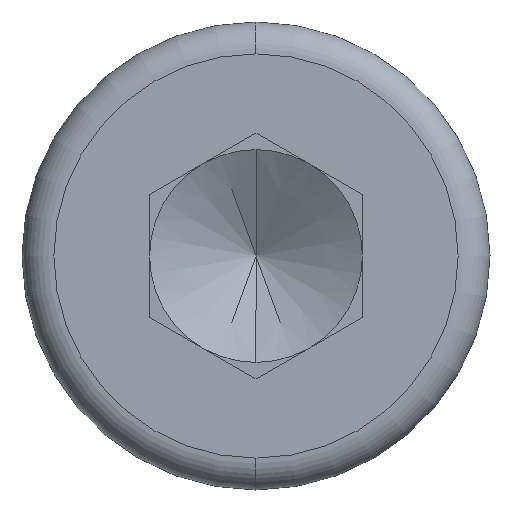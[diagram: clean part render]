
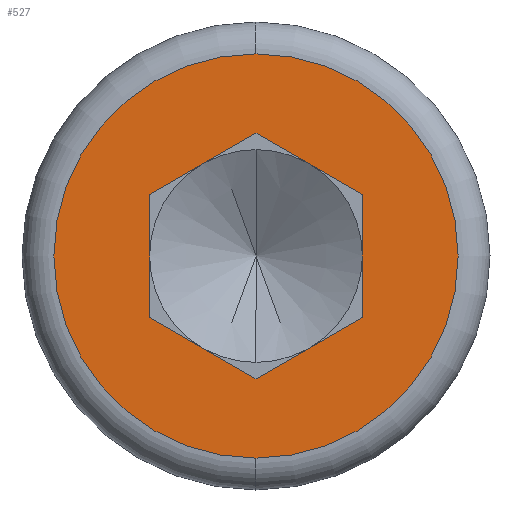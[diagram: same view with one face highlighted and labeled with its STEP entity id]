
A CAD part, left-side view. The second image highlights one B-rep face of the part: STEP entity #527.
In plain terms, the highlighted planar face has unit normal (-1, 0, 0).
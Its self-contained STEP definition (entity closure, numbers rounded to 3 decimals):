
#1 = VECTOR ( 'NONE', #227, 1000. ) ;
#20 = FACE_OUTER_BOUND ( 'NONE', #752, .T. ) ;
#35 = DIRECTION ( 'NONE',  ( 1., 0., 0. ) ) ;
#44 = VERTEX_POINT ( 'NONE', #279 ) ;
#59 = DIRECTION ( 'NONE',  ( 0., 0.866, 0.5 ) ) ;
#60 = ORIENTED_EDGE ( 'NONE', *, *, #624, .T. ) ;
#69 = CARTESIAN_POINT ( 'NONE',  ( 0., -1.25, 0.722 ) ) ;
#71 = EDGE_CURVE ( 'NONE', #438, #473, #556, .T. ) ;
#78 = EDGE_CURVE ( 'NONE', #389, #44, #194, .T. ) ;
#89 = VERTEX_POINT ( 'NONE', #156 ) ;
#91 = VERTEX_POINT ( 'NONE', #453 ) ;
#96 = DIRECTION ( 'NONE',  ( 0., -0.866, 0.5 ) ) ;
#99 = EDGE_CURVE ( 'NONE', #91, #613, #537, .T. ) ;
#102 = CARTESIAN_POINT ( 'NONE',  ( 0., 0., -1.443 ) ) ;
#133 = VECTOR ( 'NONE', #96, 1000. ) ;
#156 = CARTESIAN_POINT ( 'NONE',  ( 0., -1.25, -0.722 ) ) ;
#157 = AXIS2_PLACEMENT_3D ( 'NONE', #274, #510, #680 ) ;
#180 = CARTESIAN_POINT ( 'NONE',  ( 0., -1.25, -0.722 ) ) ;
#181 = CIRCLE ( 'NONE', #481, 2.375 ) ;
#194 = CIRCLE ( 'NONE', #157, 2.375 ) ;
#198 = CARTESIAN_POINT ( 'NONE',  ( 0., 1.25, 0.722 ) ) ;
#211 = ORIENTED_EDGE ( 'NONE', *, *, #99, .T. ) ;
#213 = EDGE_CURVE ( 'NONE', #473, #359, #524, .T. ) ;
#227 = DIRECTION ( 'NONE',  ( 0., -0.866, -0.5 ) ) ;
#256 = FACE_BOUND ( 'NONE', #439, .T. ) ;
#274 = CARTESIAN_POINT ( 'NONE',  ( 0., 0., 0. ) ) ;
#279 = CARTESIAN_POINT ( 'NONE',  ( 0., 0., 2.375 ) ) ;
#282 = LINE ( 'NONE', #331, #623 ) ;
#284 = VECTOR ( 'NONE', #348, 1000. ) ;
#287 = CARTESIAN_POINT ( 'NONE',  ( 0., -1.25, 0.722 ) ) ;
#293 = ORIENTED_EDGE ( 'NONE', *, *, #740, .T. ) ;
#296 = EDGE_CURVE ( 'NONE', #89, #91, #655, .T. ) ;
#300 = ORIENTED_EDGE ( 'NONE', *, *, #213, .T. ) ;
#331 = CARTESIAN_POINT ( 'NONE',  ( 0., 1.25, -0.722 ) ) ;
#348 = DIRECTION ( 'NONE',  ( 0., 0., -1. ) ) ;
#349 = AXIS2_PLACEMENT_3D ( 'NONE', #564, #35, #507 ) ;
#359 = VERTEX_POINT ( 'NONE', #69 ) ;
#376 = CARTESIAN_POINT ( 'NONE',  ( 0., 0., -2.375 ) ) ;
#377 = DIRECTION ( 'NONE',  ( -1., 0., 0. ) ) ;
#383 = ORIENTED_EDGE ( 'NONE', *, *, #78, .T. ) ;
#389 = VERTEX_POINT ( 'NONE', #376 ) ;
#390 = DIRECTION ( 'NONE',  ( 0., 0., 1. ) ) ;
#391 = CARTESIAN_POINT ( 'NONE',  ( 0., 1.25, 0.722 ) ) ;
#438 = VERTEX_POINT ( 'NONE', #198 ) ;
#439 = EDGE_LOOP ( 'NONE', ( #462, #211, #60, #585, #300, #293 ) ) ;
#453 = CARTESIAN_POINT ( 'NONE',  ( 0., 0., -1.443 ) ) ;
#454 = EDGE_CURVE ( 'NONE', #44, #389, #181, .T. ) ;
#462 = ORIENTED_EDGE ( 'NONE', *, *, #296, .T. ) ;
#473 = VERTEX_POINT ( 'NONE', #669 ) ;
#481 = AXIS2_PLACEMENT_3D ( 'NONE', #625, #377, #677 ) ;
#507 = DIRECTION ( 'NONE',  ( 0., 1., 0. ) ) ;
#510 = DIRECTION ( 'NONE',  ( -1., 0., 0. ) ) ;
#524 = LINE ( 'NONE', #751, #1 ) ;
#527 = ADVANCED_FACE ( 'NONE', ( #256, #20 ), #620, .F. ) ;
#537 = LINE ( 'NONE', #102, #628 ) ;
#545 = DIRECTION ( 'NONE',  ( 0., 0.866, -0.5 ) ) ;
#556 = LINE ( 'NONE', #391, #133 ) ;
#564 = CARTESIAN_POINT ( 'NONE',  ( 0., 0., 0. ) ) ;
#570 = CARTESIAN_POINT ( 'NONE',  ( 0., 1.25, -0.722 ) ) ;
#585 = ORIENTED_EDGE ( 'NONE', *, *, #71, .T. ) ;
#613 = VERTEX_POINT ( 'NONE', #570 ) ;
#620 = PLANE ( 'NONE',  #349 ) ;
#623 = VECTOR ( 'NONE', #390, 1000. ) ;
#624 = EDGE_CURVE ( 'NONE', #613, #438, #282, .T. ) ;
#625 = CARTESIAN_POINT ( 'NONE',  ( 0., 0., 0. ) ) ;
#628 = VECTOR ( 'NONE', #59, 1000. ) ;
#646 = LINE ( 'NONE', #287, #284 ) ;
#655 = LINE ( 'NONE', #180, #701 ) ;
#669 = CARTESIAN_POINT ( 'NONE',  ( 0., 0., 1.443 ) ) ;
#677 = DIRECTION ( 'NONE',  ( 0., 0., -1. ) ) ;
#680 = DIRECTION ( 'NONE',  ( 0., 0., -1. ) ) ;
#691 = ORIENTED_EDGE ( 'NONE', *, *, #454, .T. ) ;
#701 = VECTOR ( 'NONE', #545, 1000. ) ;
#740 = EDGE_CURVE ( 'NONE', #359, #89, #646, .T. ) ;
#751 = CARTESIAN_POINT ( 'NONE',  ( 0., 0., 1.443 ) ) ;
#752 = EDGE_LOOP ( 'NONE', ( #383, #691 ) ) ;
